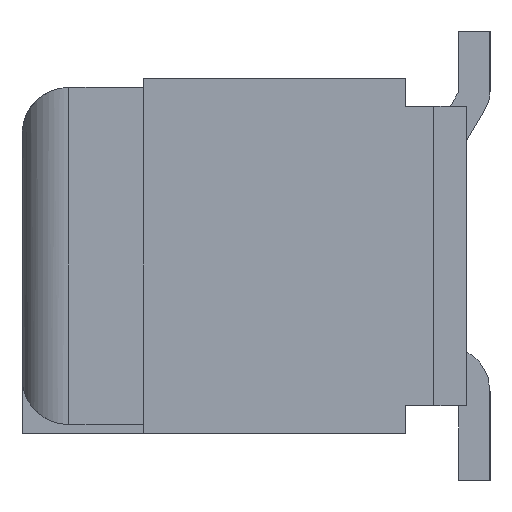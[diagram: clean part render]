
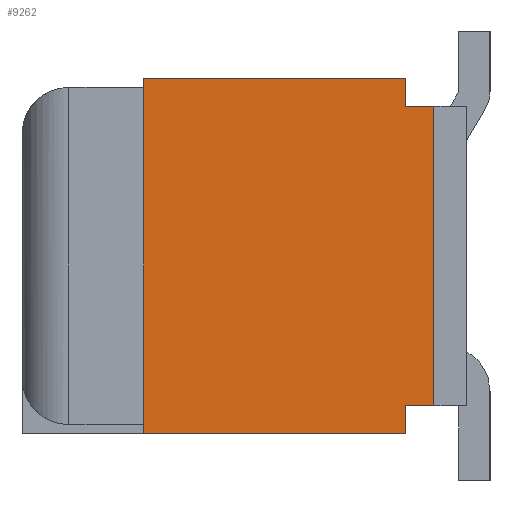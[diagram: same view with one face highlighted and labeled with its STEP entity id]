
A CAD part, left-side view. The second image highlights one B-rep face of the part: STEP entity #9262.
In plain terms, the highlighted planar face has unit normal (-1, 0, 0).
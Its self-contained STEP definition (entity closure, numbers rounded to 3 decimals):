
#6992=VERTEX_POINT('',#19844);
#7602=EDGE_CURVE('',#7796,#16374,#20515,.T.);
#7796=VERTEX_POINT('',#20721);
#8206=VERTEX_POINT('',#21172);
#8646=EDGE_CURVE('',#18194,#11318,#21653,.T.);
#8700=VERTEX_POINT('',#21710);
#9262=ADVANCED_FACE('',(#22316),#22317,.F.);
#9968=EDGE_CURVE('',#8206,#8700,#23078,.T.);
#11308=EDGE_CURVE('',#15242,#12816,#24570,.T.);
#11318=VERTEX_POINT('',#24581);
#11622=EDGE_CURVE('',#8700,#18194,#24912,.T.);
#12816=VERTEX_POINT('',#26206);
#13798=EDGE_CURVE('',#7796,#11318,#27277,.T.);
#14188=EDGE_CURVE('',#16374,#6992,#27701,.T.);
#15242=VERTEX_POINT('',#28859);
#15898=EDGE_CURVE('',#15242,#17878,#29568,.T.);
#16374=VERTEX_POINT('',#30077);
#17878=VERTEX_POINT('',#31708);
#18022=EDGE_CURVE('',#6992,#17878,#31861,.T.);
#18194=VERTEX_POINT('',#32039);
#19064=EDGE_CURVE('',#12816,#8206,#32979,.T.);
#19844=CARTESIAN_POINT('',(-15.5,3.7,-1.8));
#20515=LINE('',#34996,#34997);
#20721=CARTESIAN_POINT('',(-15.5,3.7,1.9));
#21172=CARTESIAN_POINT('',(-15.5,0.6,-1.6));
#21653=LINE('',#36662,#36663);
#21710=CARTESIAN_POINT('',(-15.5,0.6,1.6));
#22316=FACE_OUTER_BOUND('',#37658,.T.);
#22317=PLANE('',#37659);
#23078=LINE('',#38779,#38780);
#24570=LINE('',#40915,#40916);
#24581=CARTESIAN_POINT('',(-15.5,0.9,1.9));
#24912=LINE('',#41423,#41424);
#26206=CARTESIAN_POINT('',(-15.5,0.9,-1.6));
#27277=LINE('',#44901,#44902);
#27701=LINE('',#45504,#45505);
#28859=CARTESIAN_POINT('',(-15.5,0.9,-1.9));
#29568=LINE('',#48191,#48192);
#30077=CARTESIAN_POINT('',(-15.5,3.7,1.8));
#31708=CARTESIAN_POINT('',(-15.5,3.7,-1.9));
#31861=LINE('',#51533,#51534);
#32039=CARTESIAN_POINT('',(-15.5,0.9,1.6));
#32979=LINE('',#53224,#53225);
#34996=CARTESIAN_POINT('',(-15.5,3.7,0.0));
#34997=VECTOR('',#54938,1.0);
#36662=CARTESIAN_POINT('',(-15.5,0.9,0.875));
#36663=VECTOR('',#56049,1.0);
#37658=EDGE_LOOP('',(#56659,#56660,#56661,#56662,#56663,#56664,#56665,#56666,#56667,#56668));
#37659=AXIS2_PLACEMENT_3D('',#56669,#56670,#56671);
#38779=CARTESIAN_POINT('',(-15.5,0.6,0.0));
#38780=VECTOR('',#57355,1.0);
#40915=CARTESIAN_POINT('',(-15.5,0.9,-0.875));
#40916=VECTOR('',#58939,1.0);
#41423=CARTESIAN_POINT('',(-15.5,1.213,1.6));
#41424=VECTOR('',#59269,1.0);
#44901=CARTESIAN_POINT('',(-15.5,1.975,1.9));
#44902=VECTOR('',#61500,1.0);
#45504=CARTESIAN_POINT('',(-15.5,3.7,0.0));
#45505=VECTOR('',#61926,1.0);
#48191=CARTESIAN_POINT('',(-15.5,1.975,-1.9));
#48192=VECTOR('',#63938,1.0);
#51533=CARTESIAN_POINT('',(-15.5,3.7,0.0));
#51534=VECTOR('',#66108,1.0);
#53224=CARTESIAN_POINT('',(-15.5,1.213,-1.6));
#53225=VECTOR('',#67166,1.0);
#54938=DIRECTION('',(0.0,0.0,-1.0));
#56049=DIRECTION('',(-0.0,0.0,1.0));
#56659=ORIENTED_EDGE('',*,*,#19064,.T.);
#56660=ORIENTED_EDGE('',*,*,#9968,.T.);
#56661=ORIENTED_EDGE('',*,*,#11622,.T.);
#56662=ORIENTED_EDGE('',*,*,#8646,.T.);
#56663=ORIENTED_EDGE('',*,*,#13798,.F.);
#56664=ORIENTED_EDGE('',*,*,#7602,.T.);
#56665=ORIENTED_EDGE('',*,*,#14188,.T.);
#56666=ORIENTED_EDGE('',*,*,#18022,.T.);
#56667=ORIENTED_EDGE('',*,*,#15898,.F.);
#56668=ORIENTED_EDGE('',*,*,#11308,.T.);
#56669=CARTESIAN_POINT('',(-15.5,1.975,0.0));
#56670=DIRECTION('',(1.0,0.0,0.0));
#56671=DIRECTION('',(0.0,0.0,-1.0));
#57355=DIRECTION('',(-0.0,0.0,1.0));
#58939=DIRECTION('',(-0.0,0.0,1.0));
#59269=DIRECTION('',(0.0,1.0,0.0));
#61500=DIRECTION('',(0.0,-1.0,0.0));
#61926=DIRECTION('',(0.0,0.0,-1.0));
#63938=DIRECTION('',(0.0,1.0,0.0));
#66108=DIRECTION('',(0.0,0.0,-1.0));
#67166=DIRECTION('',(0.0,-1.0,0.0));
